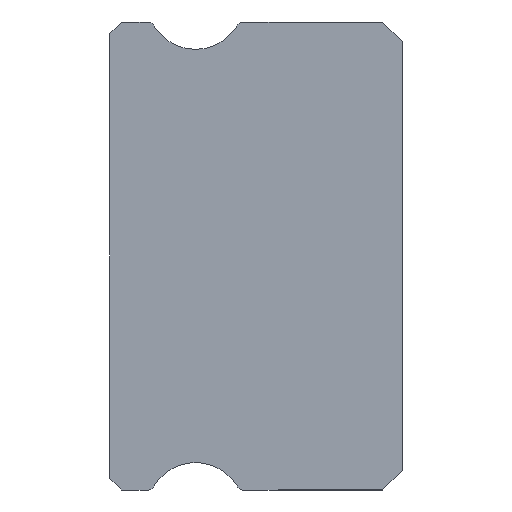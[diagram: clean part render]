
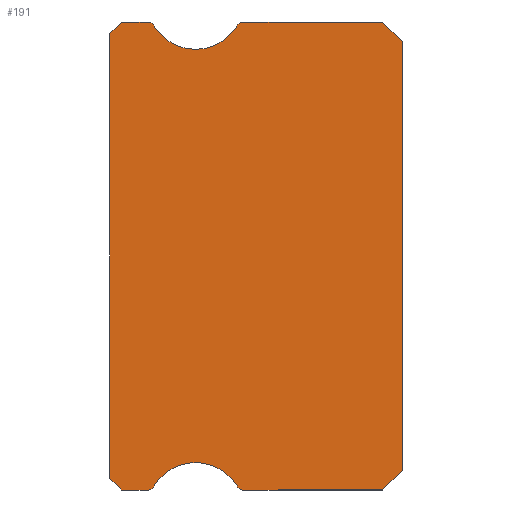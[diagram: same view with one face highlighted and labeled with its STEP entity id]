
A CAD part, left-side view. The second image highlights one B-rep face of the part: STEP entity #191.
In plain terms, the highlighted planar face has unit normal (-1, 0, 0).
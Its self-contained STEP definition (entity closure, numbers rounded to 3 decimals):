
#42 = ORIENTED_EDGE ( 'NONE', *, *, #1309, .F. ) ;
#49 = DIRECTION ( 'NONE',  ( 0., 0., -1. ) ) ;
#90 = AXIS2_PLACEMENT_3D ( 'NONE', #3314, #937, #4050 ) ;
#113 = EDGE_CURVE ( 'NONE', #3433, #1108, #1913, .T. ) ;
#160 = CIRCLE ( 'NONE', #90, 1.25 ) ;
#165 = CARTESIAN_POINT ( 'NONE',  ( -10., 6.512, -6. ) ) ;
#191 = ADVANCED_FACE ( 'NONE', ( #2551 ), #2577, .F. ) ;
#266 = DIRECTION ( 'NONE',  ( 0., 0., -1. ) ) ;
#275 = CARTESIAN_POINT ( 'NONE',  ( -10., 5.3, 6.55 ) ) ;
#307 = VERTEX_POINT ( 'NONE', #2058 ) ;
#368 = EDGE_CURVE ( 'NONE', #483, #1867, #3700, .T. ) ;
#396 = VECTOR ( 'NONE', #1387, 1000. ) ;
#411 = LINE ( 'NONE', #2090, #396 ) ;
#452 = EDGE_CURVE ( 'NONE', #2699, #585, #3263, .T. ) ;
#464 = VERTEX_POINT ( 'NONE', #2241 ) ;
#483 = VERTEX_POINT ( 'NONE', #834 ) ;
#488 = DIRECTION ( 'NONE',  ( 0., 0., -1. ) ) ;
#495 = EDGE_CURVE ( 'NONE', #2115, #307, #1905, .T. ) ;
#505 = LINE ( 'NONE', #1573, #1488 ) ;
#509 = EDGE_CURVE ( 'NONE', #2646, #2664, #505, .T. ) ;
#512 = DIRECTION ( 'NONE',  ( 0., 0., -1. ) ) ;
#513 = CARTESIAN_POINT ( 'NONE',  ( -10., 7.5, 5.7 ) ) ;
#539 = DIRECTION ( 'NONE',  ( 0., 0.707, -0.707 ) ) ;
#585 = VERTEX_POINT ( 'NONE', #860 ) ;
#612 = DIRECTION ( 'NONE',  ( 1., 0., 0. ) ) ;
#616 = CARTESIAN_POINT ( 'NONE',  ( -10., 5.3, 5.3 ) ) ;
#638 = VERTEX_POINT ( 'NONE', #925 ) ;
#667 = CARTESIAN_POINT ( 'NONE',  ( -10., 0.5, -6. ) ) ;
#807 = CARTESIAN_POINT ( 'NONE',  ( -10., 7.5, 5.85 ) ) ;
#832 = ORIENTED_EDGE ( 'NONE', *, *, #368, .T. ) ;
#834 = CARTESIAN_POINT ( 'NONE',  ( -10., 6.512, 6. ) ) ;
#860 = CARTESIAN_POINT ( 'NONE',  ( -10., 7.5, 5.7 ) ) ;
#910 = ORIENTED_EDGE ( 'NONE', *, *, #952, .T. ) ;
#917 = ORIENTED_EDGE ( 'NONE', *, *, #3482, .F. ) ;
#925 = CARTESIAN_POINT ( 'NONE',  ( -10., 7.2, -6. ) ) ;
#936 = EDGE_CURVE ( 'NONE', #4377, #2876, #2930, .T. ) ;
#937 = DIRECTION ( 'NONE',  ( -1., 0., 0. ) ) ;
#952 = EDGE_CURVE ( 'NONE', #638, #2876, #1625, .T. ) ;
#960 = DIRECTION ( 'NONE',  ( 1., 0., 0. ) ) ;
#1005 = LINE ( 'NONE', #3428, #2143 ) ;
#1040 = CARTESIAN_POINT ( 'NONE',  ( -10., 6.512, 5.85 ) ) ;
#1086 = ORIENTED_EDGE ( 'NONE', *, *, #113, .F. ) ;
#1108 = VERTEX_POINT ( 'NONE', #2005 ) ;
#1163 = EDGE_CURVE ( 'NONE', #464, #3433, #4263, .T. ) ;
#1177 = VERTEX_POINT ( 'NONE', #667 ) ;
#1237 = CARTESIAN_POINT ( 'NONE',  ( -10., 4.088, -5.85 ) ) ;
#1247 = CARTESIAN_POINT ( 'NONE',  ( -10., 6.512, 6. ) ) ;
#1309 = EDGE_CURVE ( 'NONE', #483, #464, #1436, .T. ) ;
#1319 = CARTESIAN_POINT ( 'NONE',  ( -10., 7.2, 6. ) ) ;
#1325 = ORIENTED_EDGE ( 'NONE', *, *, #3785, .F. ) ;
#1336 = CARTESIAN_POINT ( 'NONE',  ( -10., 0., -5.5 ) ) ;
#1358 = EDGE_CURVE ( 'NONE', #1177, #3048, #411, .T. ) ;
#1360 = AXIS2_PLACEMENT_3D ( 'NONE', #1040, #2416, #49 ) ;
#1387 = DIRECTION ( 'NONE',  ( 0., 1., 0. ) ) ;
#1436 = CIRCLE ( 'NONE', #1360, 0.15 ) ;
#1484 = VECTOR ( 'NONE', #1541, 1000. ) ;
#1488 = VECTOR ( 'NONE', #2191, 1000. ) ;
#1541 = DIRECTION ( 'NONE',  ( 0., 0., 1. ) ) ;
#1544 = DIRECTION ( 'NONE',  ( 1., 0., 0. ) ) ;
#1573 = CARTESIAN_POINT ( 'NONE',  ( -10., 0., 5.5 ) ) ;
#1591 = CARTESIAN_POINT ( 'NONE',  ( -10., 4.088, 5.85 ) ) ;
#1622 = VECTOR ( 'NONE', #4506, 1000. ) ;
#1625 = LINE ( 'NONE', #165, #4244 ) ;
#1627 = LINE ( 'NONE', #513, #2637 ) ;
#1733 = DIRECTION ( 'NONE',  ( 0., 0., -1. ) ) ;
#1739 = DIRECTION ( 'NONE',  ( 0., -0.707, -0.707 ) ) ;
#1755 = ORIENTED_EDGE ( 'NONE', *, *, #936, .F. ) ;
#1833 = CARTESIAN_POINT ( 'NONE',  ( -10., 7.2, 6. ) ) ;
#1867 = VERTEX_POINT ( 'NONE', #1833 ) ;
#1876 = DIRECTION ( 'NONE',  ( -1., 0., 0. ) ) ;
#1905 = LINE ( 'NONE', #1247, #2849 ) ;
#1908 = CARTESIAN_POINT ( 'NONE',  ( -10., 6.512, 5.85 ) ) ;
#1913 = CIRCLE ( 'NONE', #3723, 1.25 ) ;
#1926 = CIRCLE ( 'NONE', #3287, 0.15 ) ;
#1944 = DIRECTION ( 'NONE',  ( 0., 0., -1. ) ) ;
#1962 = EDGE_CURVE ( 'NONE', #3048, #4497, #3249, .T. ) ;
#1966 = DIRECTION ( 'NONE',  ( 0., 0., -1. ) ) ;
#2005 = CARTESIAN_POINT ( 'NONE',  ( -10., 4.217, 5.925 ) ) ;
#2012 = ORIENTED_EDGE ( 'NONE', *, *, #3999, .T. ) ;
#2058 = CARTESIAN_POINT ( 'NONE',  ( -10., 0.5, 6. ) ) ;
#2088 = CARTESIAN_POINT ( 'NONE',  ( -10., 7.5, -5.7 ) ) ;
#2090 = CARTESIAN_POINT ( 'NONE',  ( -10., 6.512, -6. ) ) ;
#2115 = VERTEX_POINT ( 'NONE', #4121 ) ;
#2143 = VECTOR ( 'NONE', #1739, 1000. ) ;
#2191 = DIRECTION ( 'NONE',  ( 0., 0., 1. ) ) ;
#2241 = CARTESIAN_POINT ( 'NONE',  ( -10., 6.383, 5.925 ) ) ;
#2271 = DIRECTION ( 'NONE',  ( 0., -1., 0. ) ) ;
#2292 = AXIS2_PLACEMENT_3D ( 'NONE', #275, #3747, #1733 ) ;
#2345 = DIRECTION ( 'NONE',  ( 1., 0., 0. ) ) ;
#2395 = CARTESIAN_POINT ( 'NONE',  ( -10., 6.383, -5.925 ) ) ;
#2416 = DIRECTION ( 'NONE',  ( 1., 0., 0. ) ) ;
#2481 = AXIS2_PLACEMENT_3D ( 'NONE', #1908, #1544, #488 ) ;
#2497 = ORIENTED_EDGE ( 'NONE', *, *, #1163, .F. ) ;
#2551 = FACE_OUTER_BOUND ( 'NONE', #3408, .T. ) ;
#2577 = PLANE ( 'NONE',  #2481 ) ;
#2637 = VECTOR ( 'NONE', #539, 1000. ) ;
#2646 = VERTEX_POINT ( 'NONE', #1336 ) ;
#2664 = VERTEX_POINT ( 'NONE', #2707 ) ;
#2699 = VERTEX_POINT ( 'NONE', #2088 ) ;
#2707 = CARTESIAN_POINT ( 'NONE',  ( -10., 0., 5.5 ) ) ;
#2764 = ORIENTED_EDGE ( 'NONE', *, *, #509, .T. ) ;
#2849 = VECTOR ( 'NONE', #2964, 1000. ) ;
#2876 = VERTEX_POINT ( 'NONE', #2960 ) ;
#2904 = CARTESIAN_POINT ( 'NONE',  ( -10., 5.3, 6.55 ) ) ;
#2917 = CARTESIAN_POINT ( 'NONE',  ( -10., 4.217, -5.925 ) ) ;
#2930 = CIRCLE ( 'NONE', #3794, 0.15 ) ;
#2947 = ORIENTED_EDGE ( 'NONE', *, *, #495, .F. ) ;
#2960 = CARTESIAN_POINT ( 'NONE',  ( -10., 6.512, -6. ) ) ;
#2964 = DIRECTION ( 'NONE',  ( 0., -1., 0. ) ) ;
#3038 = LINE ( 'NONE', #4366, #3921 ) ;
#3048 = VERTEX_POINT ( 'NONE', #3389 ) ;
#3087 = CARTESIAN_POINT ( 'NONE',  ( -10., 0., -5.5 ) ) ;
#3224 = VECTOR ( 'NONE', #4494, 1000. ) ;
#3249 = CIRCLE ( 'NONE', #4129, 0.15 ) ;
#3263 = LINE ( 'NONE', #807, #1484 ) ;
#3269 = CARTESIAN_POINT ( 'NONE',  ( -10., 6.512, -5.85 ) ) ;
#3287 = AXIS2_PLACEMENT_3D ( 'NONE', #1591, #2345, #266 ) ;
#3314 = CARTESIAN_POINT ( 'NONE',  ( -10., 5.3, -6.55 ) ) ;
#3323 = ORIENTED_EDGE ( 'NONE', *, *, #452, .F. ) ;
#3352 = DIRECTION ( 'NONE',  ( 0., -0.707, -0.707 ) ) ;
#3389 = CARTESIAN_POINT ( 'NONE',  ( -10., 4.088, -6. ) ) ;
#3408 = EDGE_LOOP ( 'NONE', ( #3513, #3323, #2012, #910, #1755, #1325, #3636, #3409, #3930, #2764, #4478, #2947, #917, #1086, #2497, #42, #832 ) ) ;
#3409 = ORIENTED_EDGE ( 'NONE', *, *, #1358, .F. ) ;
#3428 = CARTESIAN_POINT ( 'NONE',  ( -10., 7.2, -6. ) ) ;
#3433 = VERTEX_POINT ( 'NONE', #616 ) ;
#3453 = LINE ( 'NONE', #3087, #3224 ) ;
#3482 = EDGE_CURVE ( 'NONE', #1108, #2115, #1926, .T. ) ;
#3513 = ORIENTED_EDGE ( 'NONE', *, *, #3854, .T. ) ;
#3636 = ORIENTED_EDGE ( 'NONE', *, *, #1962, .F. ) ;
#3700 = LINE ( 'NONE', #1319, #1622 ) ;
#3723 = AXIS2_PLACEMENT_3D ( 'NONE', #2904, #1876, #512 ) ;
#3747 = DIRECTION ( 'NONE',  ( -1., 0., 0. ) ) ;
#3785 = EDGE_CURVE ( 'NONE', #4497, #4377, #160, .T. ) ;
#3794 = AXIS2_PLACEMENT_3D ( 'NONE', #3269, #960, #1944 ) ;
#3854 = EDGE_CURVE ( 'NONE', #1867, #585, #1627, .T. ) ;
#3921 = VECTOR ( 'NONE', #3352, 1000. ) ;
#3930 = ORIENTED_EDGE ( 'NONE', *, *, #4045, .F. ) ;
#3999 = EDGE_CURVE ( 'NONE', #2699, #638, #1005, .T. ) ;
#4045 = EDGE_CURVE ( 'NONE', #2646, #1177, #3453, .T. ) ;
#4050 = DIRECTION ( 'NONE',  ( 0., 0., -1. ) ) ;
#4121 = CARTESIAN_POINT ( 'NONE',  ( -10., 4.088, 6. ) ) ;
#4129 = AXIS2_PLACEMENT_3D ( 'NONE', #1237, #612, #1966 ) ;
#4219 = EDGE_CURVE ( 'NONE', #307, #2664, #3038, .T. ) ;
#4244 = VECTOR ( 'NONE', #2271, 1000. ) ;
#4263 = CIRCLE ( 'NONE', #2292, 1.25 ) ;
#4366 = CARTESIAN_POINT ( 'NONE',  ( -10., 0.5, 6. ) ) ;
#4377 = VERTEX_POINT ( 'NONE', #2395 ) ;
#4478 = ORIENTED_EDGE ( 'NONE', *, *, #4219, .F. ) ;
#4494 = DIRECTION ( 'NONE',  ( 0., 0.707, -0.707 ) ) ;
#4497 = VERTEX_POINT ( 'NONE', #2917 ) ;
#4506 = DIRECTION ( 'NONE',  ( 0., 1., 0. ) ) ;
